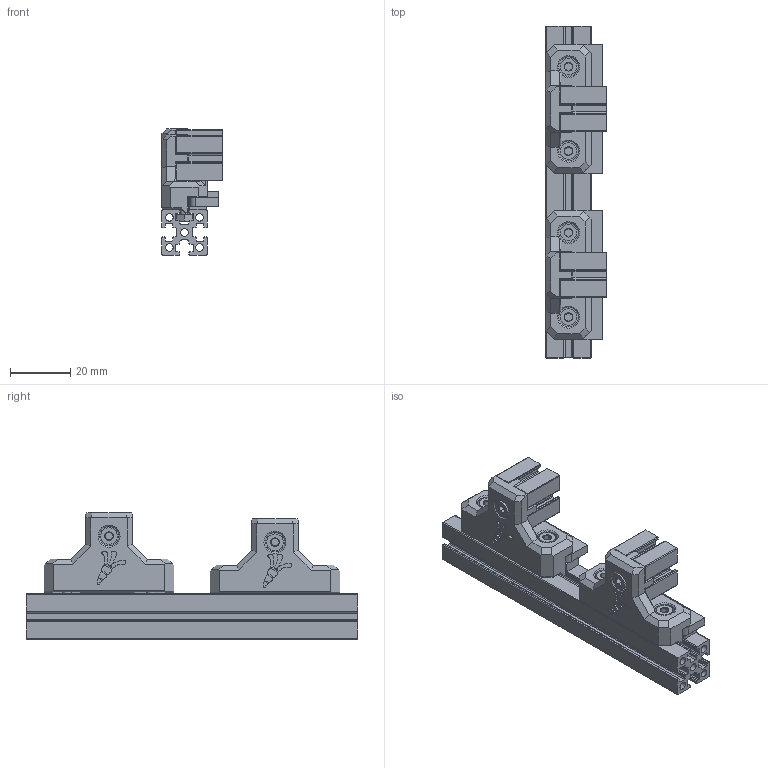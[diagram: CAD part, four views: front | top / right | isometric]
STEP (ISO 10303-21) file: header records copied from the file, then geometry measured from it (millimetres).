
FILE_DESCRIPTION(/* description */ (''),/* implementation_level */ '2;1');
FILE_NAME(/* name */ 'ERCF_1515_Mount.step',/* time_stamp */ '2024-08-23T23:46:31+01:00',/* author */ (''),/* organization */ (''),/* preprocessor_version */ 'ST-DEVELOPER v20',/* originating_system */ 'Autodesk Translation Framework v13.14.0.145',/* authorisation */ '');
FILE_SCHEMA (('AUTOMOTIVE_DESIGN { 1 0 10303 214 3 1 1 }'));
Length unit declared in the file: millimetre
Products named in the file (23): Center Clip; ERCF_1515_Mount_1mm_Foam_x4; ERCF_1515_Mount_3mm_Foam_x4; Hardware; M3x10 SHCS; M3x10 SHCS_1; M3x10 SHCS_2; M3x10 SHCS_3; M3x10 SHCS_4; M3x10 SHCS_5; 1515 Extrusion; 3mm_Panel; 3mm_Panel (1); 1mm_Foam; 3mm_Foam (1); (Unsaved); M3_Hexnut; (Unsaved)_1; M3_Hexnut_1; (Unsaved)_2; M3_Hexnut_2; (Unsaved)_3; M3_Hexnut_3
Assembly tree (22 placements, depth 4):
  Center Clip
    ERCF_1515_Mount_1mm_Foam_x4
    ERCF_1515_Mount_3mm_Foam_x4
    Hardware
      M3x10 SHCS
      M3x10 SHCS_1
      M3x10 SHCS_2
      M3x10 SHCS_3
      M3x10 SHCS_4
      M3x10 SHCS_5
      1515 Extrusion
      3mm_Panel
        3mm_Panel (1)
      1mm_Foam
      3mm_Foam (1)
      (Unsaved)
        M3_Hexnut
      (Unsaved)_1
        M3_Hexnut_1
      (Unsaved)_2
        M3_Hexnut_2
      (Unsaved)_3
        M3_Hexnut_3
Bounding box: 20 x 110 x 41.8 mm (x, y, z)
Volume: 32036.8 mm3; surface area: 34134.9 mm2
Topology: 19 solids, 19 shells, 1002 faces, 2516 edges, 1572 vertices
Faces by surface type: plane 647, cylinder 227, cone 112, bspline 16
Full cylindrical faces by diameter (mm): 2.55 x15, 3 x10, 3.4 x6, 5.5 x6, 6.5 x6
Entity records: 36516 total; most frequent: CARTESIAN_POINT 12139, ORIENTED_EDGE 5032, DIRECTION 4876, EDGE_CURVE 2516, LINE 1698, VECTOR 1698, AXIS2_PLACEMENT_3D 1589, VERTEX_POINT 1572
